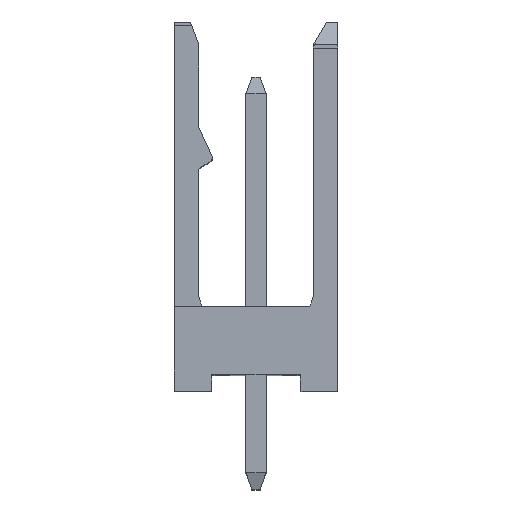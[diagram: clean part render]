
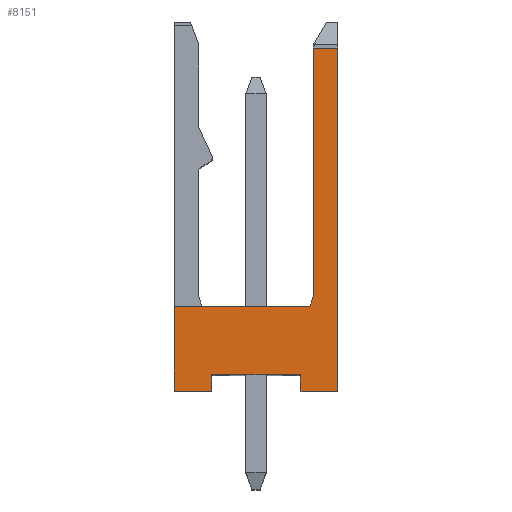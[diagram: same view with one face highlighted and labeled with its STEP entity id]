
A CAD part, top view. The second image highlights one B-rep face of the part: STEP entity #8151.
In plain terms, the highlighted planar face has unit normal (0, 0, 1).
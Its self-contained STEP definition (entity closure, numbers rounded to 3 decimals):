
#1455=ORIENTED_EDGE('',*,*,#2442,.T.);
#1456=ORIENTED_EDGE('',*,*,#2437,.F.);
#1457=ORIENTED_EDGE('',*,*,#2497,.T.);
#1458=ORIENTED_EDGE('',*,*,#2498,.T.);
#1459=ORIENTED_EDGE('',*,*,#2473,.T.);
#1460=ORIENTED_EDGE('',*,*,#2499,.T.);
#1461=ORIENTED_EDGE('',*,*,#2500,.T.);
#1462=ORIENTED_EDGE('',*,*,#2501,.T.);
#1463=ORIENTED_EDGE('',*,*,#2502,.T.);
#1464=ORIENTED_EDGE('',*,*,#2430,.T.);
#1465=ORIENTED_EDGE('',*,*,#2462,.T.);
#2430=EDGE_CURVE('',#3068,#3067,#3845,.T.);
#2437=EDGE_CURVE('',#3074,#3075,#3852,.T.);
#2442=EDGE_CURVE('',#3079,#3075,#3857,.T.);
#2462=EDGE_CURVE('',#3067,#3079,#3877,.T.);
#2473=EDGE_CURVE('',#3099,#3098,#3888,.T.);
#2497=EDGE_CURVE('',#3074,#3112,#3912,.T.);
#2498=EDGE_CURVE('',#3112,#3099,#3913,.T.);
#2499=EDGE_CURVE('',#3098,#3113,#3914,.T.);
#2500=EDGE_CURVE('',#3113,#3114,#3915,.T.);
#2501=EDGE_CURVE('',#3114,#3115,#3916,.T.);
#2502=EDGE_CURVE('',#3115,#3068,#3917,.T.);
#3067=VERTEX_POINT('',#11351);
#3068=VERTEX_POINT('',#11353);
#3074=VERTEX_POINT('',#11366);
#3075=VERTEX_POINT('',#11368);
#3079=VERTEX_POINT('',#11378);
#3098=VERTEX_POINT('',#11437);
#3099=VERTEX_POINT('',#11439);
#3112=VERTEX_POINT('',#11485);
#3113=VERTEX_POINT('',#11490);
#3114=VERTEX_POINT('',#11492);
#3115=VERTEX_POINT('',#11494);
#3845=LINE('',#11352,#4700);
#3852=LINE('',#11367,#4707);
#3857=LINE('',#11377,#4712);
#3877=LINE('',#11416,#4732);
#3888=LINE('',#11438,#4743);
#3912=LINE('',#11486,#4767);
#3913=LINE('',#11488,#4768);
#3914=LINE('',#11489,#4769);
#3915=LINE('',#11491,#4770);
#3916=LINE('',#11493,#4771);
#3917=LINE('',#11495,#4772);
#4700=VECTOR('',#9667,1000.);
#4707=VECTOR('',#9676,1000.);
#4712=VECTOR('',#9683,1000.);
#4732=VECTOR('',#9719,1000.);
#4743=VECTOR('',#9734,1000.);
#4767=VECTOR('',#9778,1000.);
#4768=VECTOR('',#9781,1000.);
#4769=VECTOR('',#9782,1000.);
#4770=VECTOR('',#9783,1000.);
#4771=VECTOR('',#9784,1000.);
#4772=VECTOR('',#9785,1000.);
#5170=EDGE_LOOP('',(#1455,#1456,#1457,#1458,#1459,#1460,#1461,#1462,#1463,
#1464,#1465));
#5485=FACE_BOUND('',#5170,.T.);
#5790=PLANE('',#8490);
#8151=ADVANCED_FACE('',(#5485),#5790,.F.);
#8490=AXIS2_PLACEMENT_3D('',#11487,#9779,#9780);
#9667=DIRECTION('',(0.,-1.,0.));
#9676=DIRECTION('',(0.,1.,0.));
#9683=DIRECTION('',(-1.,0.,0.));
#9719=DIRECTION('',(-0.316,-0.949,0.));
#9734=DIRECTION('',(1.,0.,0.));
#9778=DIRECTION('',(1.,0.,0.));
#9779=DIRECTION('',(0.,0.,-1.));
#9780=DIRECTION('',(0.,1.,0.));
#9781=DIRECTION('',(0.052,0.999,0.));
#9782=DIRECTION('',(0.052,-0.999,0.));
#9783=DIRECTION('',(1.,0.,0.));
#9784=DIRECTION('',(0.,1.,0.));
#9785=DIRECTION('',(-1.,0.,0.));
#11351=CARTESIAN_POINT('',(-0.75,2.9,0.82));
#11352=CARTESIAN_POINT('',(-0.75,0.,0.82));
#11353=CARTESIAN_POINT('',(-0.75,10.5,0.82));
#11366=CARTESIAN_POINT('',(-5.,0.,0.82));
#11367=CARTESIAN_POINT('',(-5.,0.,0.82));
#11368=CARTESIAN_POINT('',(-5.,2.6,0.82));
#11377=CARTESIAN_POINT('',(-5.,2.6,0.82));
#11378=CARTESIAN_POINT('',(-0.85,2.6,0.82));
#11416=CARTESIAN_POINT('',(-0.75,2.9,0.82));
#11437=CARTESIAN_POINT('',(-1.15,0.5,0.82));
#11438=CARTESIAN_POINT('',(-5.,0.5,0.82));
#11439=CARTESIAN_POINT('',(-3.85,0.5,0.82));
#11485=CARTESIAN_POINT('',(-3.876,0.,0.82));
#11486=CARTESIAN_POINT('',(-5.,0.,0.82));
#11487=CARTESIAN_POINT('',(-2.5,5.65,0.82));
#11488=CARTESIAN_POINT('',(-3.876,0.,0.82));
#11489=CARTESIAN_POINT('',(-1.124,0.,0.82));
#11490=CARTESIAN_POINT('',(-1.124,0.,0.82));
#11491=CARTESIAN_POINT('',(-5.,0.,0.82));
#11492=CARTESIAN_POINT('',(0.,0.,0.82));
#11493=CARTESIAN_POINT('',(0.,0.,0.82));
#11494=CARTESIAN_POINT('',(0.,10.5,0.82));
#11495=CARTESIAN_POINT('',(-5.,10.5,0.82));
